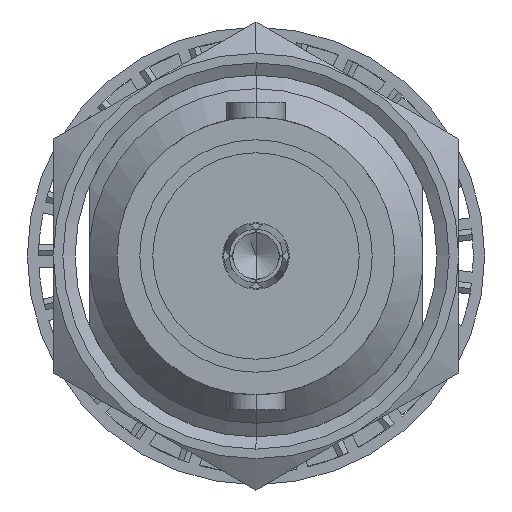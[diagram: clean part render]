
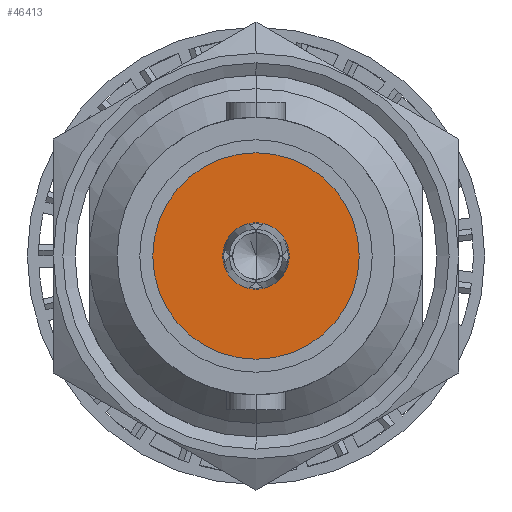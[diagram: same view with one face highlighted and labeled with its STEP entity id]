
A CAD part, left-side view. The second image highlights one B-rep face of the part: STEP entity #46413.
In plain terms, the highlighted planar face has unit normal (-1, 0, 0).
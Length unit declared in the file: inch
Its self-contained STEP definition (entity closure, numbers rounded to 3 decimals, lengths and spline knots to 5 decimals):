
#785 = DIRECTION ( 'NONE',  ( 1., 0., 0. ) ) ;
#1467 = EDGE_CURVE ( 'NONE', #43884, #22570, #23166, .T. ) ;
#1476 = CARTESIAN_POINT ( 'NONE',  ( 0.03622, 0., 0. ) ) ;
#2775 = DIRECTION ( 'NONE',  ( -1., 0., 0. ) ) ;
#2974 = EDGE_LOOP ( 'NONE', ( #32406, #15581 ) ) ;
#4132 = PLANE ( 'NONE',  #25613 ) ;
#5138 = DIRECTION ( 'NONE',  ( 0., 0., 1. ) ) ;
#5521 = AXIS2_PLACEMENT_3D ( 'NONE', #34548, #27761, #16709 ) ;
#5946 = DIRECTION ( 'NONE',  ( 0., 0., 1. ) ) ;
#6088 = CARTESIAN_POINT ( 'NONE',  ( 0.03622, 0., 0. ) ) ;
#6302 = CIRCLE ( 'NONE', #5521, 0.14035 ) ;
#6594 = FACE_BOUND ( 'NONE', #42418, .T. ) ;
#9414 = CIRCLE ( 'NONE', #12597, 0.04528 ) ;
#11709 = EDGE_CURVE ( 'NONE', #22570, #43884, #9414, .T. ) ;
#11832 = VERTEX_POINT ( 'NONE', #14560 ) ;
#12597 = AXIS2_PLACEMENT_3D ( 'NONE', #1476, #26992, #5138 ) ;
#14560 = CARTESIAN_POINT ( 'NONE',  ( 0.03622, 0., -0.14035 ) ) ;
#15581 = ORIENTED_EDGE ( 'NONE', *, *, #17202, .T. ) ;
#16709 = DIRECTION ( 'NONE',  ( 0., 0., 1. ) ) ;
#17202 = EDGE_CURVE ( 'NONE', #11832, #45229, #17602, .T. ) ;
#17602 = CIRCLE ( 'NONE', #30891, 0.14035 ) ;
#22570 = VERTEX_POINT ( 'NONE', #41700 ) ;
#22629 = CARTESIAN_POINT ( 'NONE',  ( 0.03622, 0., 0.14035 ) ) ;
#23166 = CIRCLE ( 'NONE', #27343, 0.04528 ) ;
#23611 = CARTESIAN_POINT ( 'NONE',  ( 0.03622, 0., 0.04528 ) ) ;
#25613 = AXIS2_PLACEMENT_3D ( 'NONE', #22629, #785, #44071 ) ;
#26992 = DIRECTION ( 'NONE',  ( -1., 0., 0. ) ) ;
#27343 = AXIS2_PLACEMENT_3D ( 'NONE', #39045, #2775, #5946 ) ;
#27761 = DIRECTION ( 'NONE',  ( -1., 0., 0. ) ) ;
#28081 = DIRECTION ( 'NONE',  ( -1., 0., 0. ) ) ;
#30534 = ORIENTED_EDGE ( 'NONE', *, *, #11709, .F. ) ;
#30891 = AXIS2_PLACEMENT_3D ( 'NONE', #6088, #28081, #31792 ) ;
#31792 = DIRECTION ( 'NONE',  ( 0., 0., 1. ) ) ;
#32406 = ORIENTED_EDGE ( 'NONE', *, *, #33301, .T. ) ;
#32563 = CARTESIAN_POINT ( 'NONE',  ( 0.03622, 0., 0.14035 ) ) ;
#33301 = EDGE_CURVE ( 'NONE', #45229, #11832, #6302, .T. ) ;
#34548 = CARTESIAN_POINT ( 'NONE',  ( 0.03622, 0., 0. ) ) ;
#39045 = CARTESIAN_POINT ( 'NONE',  ( 0.03622, 0., 0. ) ) ;
#41700 = CARTESIAN_POINT ( 'NONE',  ( 0.03622, 0., -0.04528 ) ) ;
#42418 = EDGE_LOOP ( 'NONE', ( #44924, #30534 ) ) ;
#43884 = VERTEX_POINT ( 'NONE', #23611 ) ;
#44071 = DIRECTION ( 'NONE',  ( 0., 0., -1. ) ) ;
#44327 = FACE_OUTER_BOUND ( 'NONE', #2974, .T. ) ;
#44924 = ORIENTED_EDGE ( 'NONE', *, *, #1467, .F. ) ;
#45229 = VERTEX_POINT ( 'NONE', #32563 ) ;
#46413 = ADVANCED_FACE ( 'NONE', ( #6594, #44327 ), #4132, .F. ) ;
